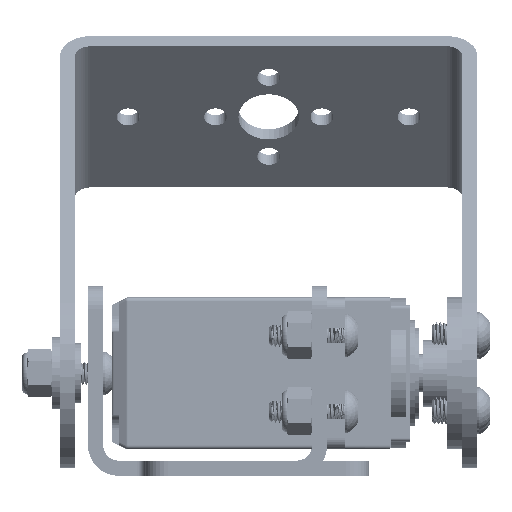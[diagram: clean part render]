
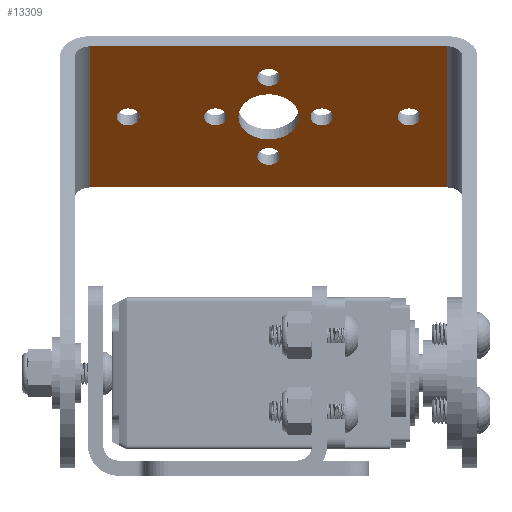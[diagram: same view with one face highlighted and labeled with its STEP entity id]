
A CAD part, left-side view. The second image highlights one B-rep face of the part: STEP entity #13309.
In plain terms, the highlighted face is planar.
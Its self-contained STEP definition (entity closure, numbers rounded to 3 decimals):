
#692=CIRCLE('',#14359,4.);
#693=CIRCLE('',#14361,1.5);
#694=CIRCLE('',#14363,1.5);
#695=CIRCLE('',#14365,1.5);
#696=CIRCLE('',#14367,1.5);
#697=CIRCLE('',#14369,1.5);
#698=CIRCLE('',#14371,1.5);
#1209=FACE_BOUND('',#3357,.T.);
#1210=FACE_BOUND('',#3358,.T.);
#1211=FACE_BOUND('',#3359,.T.);
#1212=FACE_BOUND('',#3360,.T.);
#1213=FACE_BOUND('',#3361,.T.);
#1214=FACE_BOUND('',#3362,.T.);
#1215=FACE_BOUND('',#3363,.T.);
#2399=FACE_OUTER_BOUND('',#3356,.T.);
#3356=EDGE_LOOP('',(#11956,#11957,#11958,#11959));
#3357=EDGE_LOOP('',(#11960));
#3358=EDGE_LOOP('',(#11961));
#3359=EDGE_LOOP('',(#11962));
#3360=EDGE_LOOP('',(#11963));
#3361=EDGE_LOOP('',(#11964));
#3362=EDGE_LOOP('',(#11965));
#3363=EDGE_LOOP('',(#11966));
#4462=LINE('',#38983,#5433);
#4469=LINE('',#39005,#5440);
#4471=LINE('',#39009,#5442);
#4473=LINE('',#39027,#5444);
#5433=VECTOR('',#17331,10.);
#5440=VECTOR('',#17358,10.);
#5442=VECTOR('',#17364,10.);
#5444=VECTOR('',#17384,10.);
#6589=VERTEX_POINT('',#38975);
#6590=VERTEX_POINT('',#38979);
#6594=VERTEX_POINT('',#38995);
#6595=VERTEX_POINT('',#38999);
#6603=VERTEX_POINT('',#39029);
#6604=VERTEX_POINT('',#39032);
#6605=VERTEX_POINT('',#39035);
#6606=VERTEX_POINT('',#39038);
#6607=VERTEX_POINT('',#39041);
#6608=VERTEX_POINT('',#39044);
#6609=VERTEX_POINT('',#39047);
#8387=EDGE_CURVE('',#6589,#6590,#4462,.T.);
#8398=EDGE_CURVE('',#6594,#6595,#4469,.T.);
#8400=EDGE_CURVE('',#6595,#6589,#4471,.T.);
#8409=EDGE_CURVE('',#6590,#6594,#4473,.T.);
#8410=EDGE_CURVE('',#6603,#6603,#692,.T.);
#8411=EDGE_CURVE('',#6604,#6604,#693,.T.);
#8412=EDGE_CURVE('',#6605,#6605,#694,.T.);
#8413=EDGE_CURVE('',#6606,#6606,#695,.T.);
#8414=EDGE_CURVE('',#6607,#6607,#696,.T.);
#8415=EDGE_CURVE('',#6608,#6608,#697,.T.);
#8416=EDGE_CURVE('',#6609,#6609,#698,.T.);
#11956=ORIENTED_EDGE('',*,*,#8398,.T.);
#11957=ORIENTED_EDGE('',*,*,#8400,.T.);
#11958=ORIENTED_EDGE('',*,*,#8387,.T.);
#11959=ORIENTED_EDGE('',*,*,#8409,.T.);
#11960=ORIENTED_EDGE('',*,*,#8416,.T.);
#11961=ORIENTED_EDGE('',*,*,#8415,.T.);
#11962=ORIENTED_EDGE('',*,*,#8414,.T.);
#11963=ORIENTED_EDGE('',*,*,#8413,.T.);
#11964=ORIENTED_EDGE('',*,*,#8412,.T.);
#11965=ORIENTED_EDGE('',*,*,#8411,.T.);
#11966=ORIENTED_EDGE('',*,*,#8410,.T.);
#12631=PLANE('',#14372);
#13309=ADVANCED_FACE('',(#2399,#1209,#1210,#1211,#1212,#1213,#1214,#1215),
#12631,.T.);
#14359=AXIS2_PLACEMENT_3D('',#39030,#17387,#17388);
#14361=AXIS2_PLACEMENT_3D('',#39033,#17391,#17392);
#14363=AXIS2_PLACEMENT_3D('',#39036,#17395,#17396);
#14365=AXIS2_PLACEMENT_3D('',#39039,#17399,#17400);
#14367=AXIS2_PLACEMENT_3D('',#39042,#17403,#17404);
#14369=AXIS2_PLACEMENT_3D('',#39045,#17407,#17408);
#14371=AXIS2_PLACEMENT_3D('',#39048,#17411,#17412);
#14372=AXIS2_PLACEMENT_3D('',#39049,#17413,#17414);
#17331=DIRECTION('',(0.,1.,0.));
#17358=DIRECTION('',(0.,-1.,0.));
#17364=DIRECTION('',(1.,0.,0.));
#17384=DIRECTION('',(-1.,0.,0.));
#17387=DIRECTION('center_axis',(0.,0.,-1.));
#17388=DIRECTION('ref_axis',(1.,0.,0.));
#17391=DIRECTION('center_axis',(0.,0.,-1.));
#17392=DIRECTION('ref_axis',(1.,0.,0.));
#17395=DIRECTION('center_axis',(0.,0.,-1.));
#17396=DIRECTION('ref_axis',(1.,0.,0.));
#17399=DIRECTION('center_axis',(0.,0.,-1.));
#17400=DIRECTION('ref_axis',(1.,0.,0.));
#17403=DIRECTION('center_axis',(0.,0.,-1.));
#17404=DIRECTION('ref_axis',(1.,0.,0.));
#17407=DIRECTION('center_axis',(0.,0.,-1.));
#17408=DIRECTION('ref_axis',(1.,0.,0.));
#17411=DIRECTION('center_axis',(0.,0.,-1.));
#17412=DIRECTION('ref_axis',(1.,0.,0.));
#17413=DIRECTION('center_axis',(0.,0.,1.));
#17414=DIRECTION('ref_axis',(1.,0.,0.));
#38975=CARTESIAN_POINT('',(23.5,-12.5,2.));
#38979=CARTESIAN_POINT('',(23.5,12.5,2.));
#38983=CARTESIAN_POINT('',(23.5,-6.25,2.));
#38995=CARTESIAN_POINT('',(-23.5,12.5,2.));
#38999=CARTESIAN_POINT('',(-23.5,-12.5,2.));
#39005=CARTESIAN_POINT('',(-23.5,6.25,2.));
#39009=CARTESIAN_POINT('',(-27.5,-12.5,2.));
#39027=CARTESIAN_POINT('',(27.5,12.5,2.));
#39029=CARTESIAN_POINT('',(-4.,0.,2.));
#39030=CARTESIAN_POINT('Origin',(0.,0.,2.));
#39032=CARTESIAN_POINT('',(-1.5,7.,2.));
#39033=CARTESIAN_POINT('Origin',(0.,7.,2.));
#39035=CARTESIAN_POINT('',(-8.5,0.,2.));
#39036=CARTESIAN_POINT('Origin',(-7.,0.,2.));
#39038=CARTESIAN_POINT('',(-1.5,-7.,2.));
#39039=CARTESIAN_POINT('Origin',(0.,-7.,2.));
#39041=CARTESIAN_POINT('',(5.5,0.,2.));
#39042=CARTESIAN_POINT('Origin',(7.,0.,2.));
#39044=CARTESIAN_POINT('',(-20.,0.,2.));
#39045=CARTESIAN_POINT('Origin',(-18.5,0.,2.));
#39047=CARTESIAN_POINT('',(17.,0.,2.));
#39048=CARTESIAN_POINT('Origin',(18.5,0.,2.));
#39049=CARTESIAN_POINT('Origin',(0.,0.,2.));
